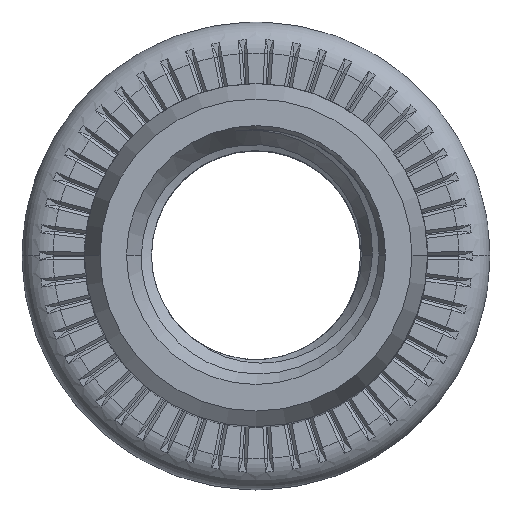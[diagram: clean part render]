
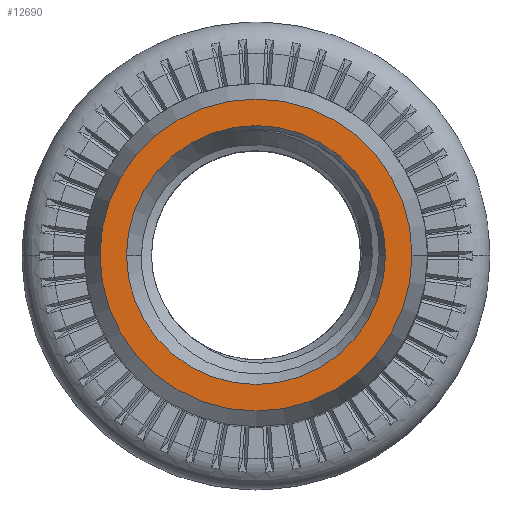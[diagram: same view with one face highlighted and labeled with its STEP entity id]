
A CAD part, top view. The second image highlights one B-rep face of the part: STEP entity #12690.
In plain terms, the highlighted planar face has unit normal (0, 0, 1).
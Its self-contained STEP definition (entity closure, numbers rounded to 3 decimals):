
#335 = CARTESIAN_POINT ( 'NONE',  ( 0., 0., 18. ) ) ;
#1056 = EDGE_LOOP ( 'NONE', ( #10148, #9314 ) ) ;
#1559 = DIRECTION ( 'NONE',  ( -1., 0., 0. ) ) ;
#1675 = CIRCLE ( 'NONE', #13689, 5. ) ;
#1895 = DIRECTION ( 'NONE',  ( -1., 0., 0. ) ) ;
#4337 = VERTEX_POINT ( 'NONE', #23143 ) ;
#4372 = AXIS2_PLACEMENT_3D ( 'NONE', #13554, #15671, #1895 ) ;
#5563 = CARTESIAN_POINT ( 'NONE',  ( 4.15, 0., 18. ) ) ;
#5772 = AXIS2_PLACEMENT_3D ( 'NONE', #19491, #15555, #23401 ) ;
#6014 = VERTEX_POINT ( 'NONE', #9782 ) ;
#6318 = CIRCLE ( 'NONE', #19706, 4.15 ) ;
#7681 = FACE_OUTER_BOUND ( 'NONE', #1056, .T. ) ;
#8080 = DIRECTION ( 'NONE',  ( 0., 0., 1. ) ) ;
#8900 = FACE_BOUND ( 'NONE', #15408, .T. ) ;
#8943 = CIRCLE ( 'NONE', #4372, 5. ) ;
#9314 = ORIENTED_EDGE ( 'NONE', *, *, #10471, .T. ) ;
#9782 = CARTESIAN_POINT ( 'NONE',  ( 5., 0., 18. ) ) ;
#10148 = ORIENTED_EDGE ( 'NONE', *, *, #10597, .T. ) ;
#10471 = EDGE_CURVE ( 'NONE', #6014, #13948, #8943, .T. ) ;
#10597 = EDGE_CURVE ( 'NONE', #13948, #6014, #1675, .T. ) ;
#12690 = ADVANCED_FACE ( 'NONE', ( #8900, #7681 ), #23230, .F. ) ;
#13554 = CARTESIAN_POINT ( 'NONE',  ( 0., 0., 18. ) ) ;
#13689 = AXIS2_PLACEMENT_3D ( 'NONE', #335, #8080, #13880 ) ;
#13880 = DIRECTION ( 'NONE',  ( -1., 0., 0. ) ) ;
#13948 = VERTEX_POINT ( 'NONE', #16893 ) ;
#15133 = DIRECTION ( 'NONE',  ( -1., 0., 0. ) ) ;
#15408 = EDGE_LOOP ( 'NONE', ( #16947, #18075 ) ) ;
#15530 = EDGE_CURVE ( 'NONE', #22586, #4337, #22876, .T. ) ;
#15555 = DIRECTION ( 'NONE',  ( 0., 0., -1. ) ) ;
#15671 = DIRECTION ( 'NONE',  ( 0., 0., 1. ) ) ;
#16893 = CARTESIAN_POINT ( 'NONE',  ( -5., 0., 18. ) ) ;
#16947 = ORIENTED_EDGE ( 'NONE', *, *, #15530, .T. ) ;
#18075 = ORIENTED_EDGE ( 'NONE', *, *, #22549, .T. ) ;
#18506 = AXIS2_PLACEMENT_3D ( 'NONE', #21094, #20918, #15133 ) ;
#18627 = DIRECTION ( 'NONE',  ( 0., 0., -1. ) ) ;
#19491 = CARTESIAN_POINT ( 'NONE',  ( 0., 0., 18. ) ) ;
#19706 = AXIS2_PLACEMENT_3D ( 'NONE', #24392, #18627, #1559 ) ;
#20918 = DIRECTION ( 'NONE',  ( 0., 0., -1. ) ) ;
#21094 = CARTESIAN_POINT ( 'NONE',  ( -5.5, 0., 18. ) ) ;
#22549 = EDGE_CURVE ( 'NONE', #4337, #22586, #6318, .T. ) ;
#22586 = VERTEX_POINT ( 'NONE', #5563 ) ;
#22876 = CIRCLE ( 'NONE', #5772, 4.15 ) ;
#23143 = CARTESIAN_POINT ( 'NONE',  ( -4.15, 0., 18. ) ) ;
#23230 = PLANE ( 'NONE',  #18506 ) ;
#23401 = DIRECTION ( 'NONE',  ( -1., 0., 0. ) ) ;
#24392 = CARTESIAN_POINT ( 'NONE',  ( 0., 0., 18. ) ) ;
